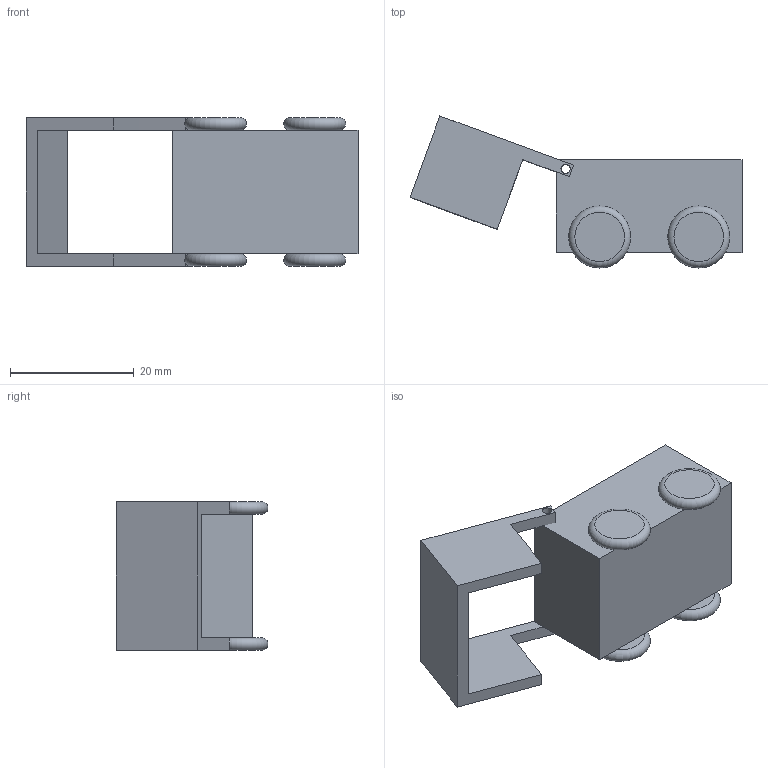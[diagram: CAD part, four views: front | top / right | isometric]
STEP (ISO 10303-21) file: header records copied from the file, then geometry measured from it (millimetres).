
FILE_DESCRIPTION(/* description */ (''),/* implementation_level */ '2;1');
FILE_NAME(/* name */ 'Prototype3 v2.step',/* time_stamp */ '2021-02-21T16:26:23+00:00',/* author */ (''),/* organization */ (''),/* preprocessor_version */ 'ST-DEVELOPER v18.1',/* originating_system */ 'Autodesk Translation Framework v9.7.1.1290',/* authorisation */ '');
FILE_SCHEMA (('AUTOMOTIVE_DESIGN { 1 0 10303 214 3 1 1 }'));
Length unit declared in the file: millimetre
Products named in the file (7): Prototype3; Component1; Component2; Component3; Component4; Component5; Component6
Assembly tree (6 placements, depth 2):
  Prototype3
    Component1
    Component2
    Component3
    Component4
    Component5
    Component6
Bounding box: 53.64 x 24.53 x 24 mm (x, y, z)
Volume: 11043 mm3; surface area: 5604.5 mm2
Topology: 6 solids, 6 shells, 33 faces, 66 edges, 44 vertices
Faces by surface type: plane 27, torus 4, cylinder 2
Full cylindrical faces by diameter (mm): 1.5 x2
Entity records: 1081 total; most frequent: DIRECTION 174, CARTESIAN_POINT 156, ORIENTED_EDGE 132, EDGE_CURVE 66, AXIS2_PLACEMENT_3D 62, LINE 50, VECTOR 50, VERTEX_POINT 44
